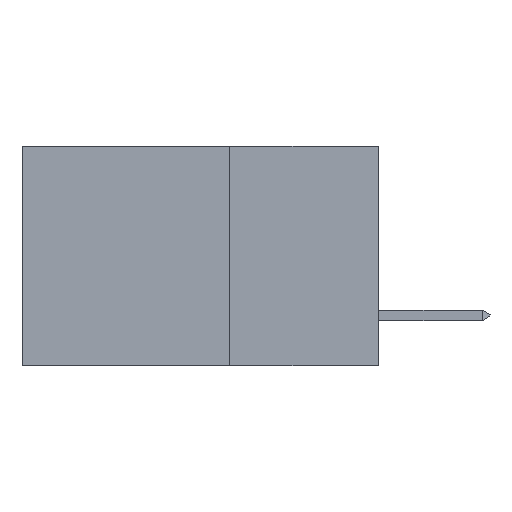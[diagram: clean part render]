
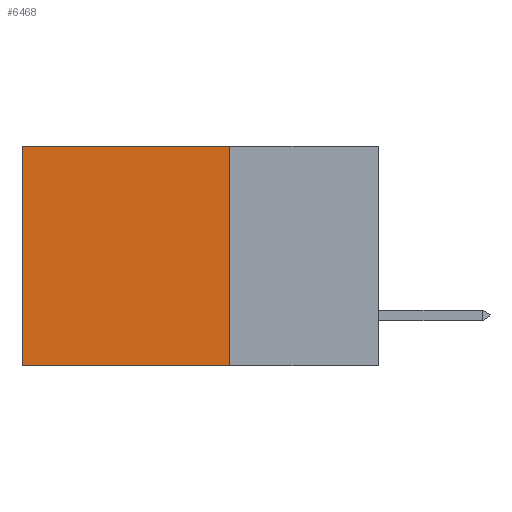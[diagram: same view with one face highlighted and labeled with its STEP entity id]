
A CAD part, left-side view. The second image highlights one B-rep face of the part: STEP entity #6468.
In plain terms, the highlighted planar face has unit normal (-1, 0, 0).
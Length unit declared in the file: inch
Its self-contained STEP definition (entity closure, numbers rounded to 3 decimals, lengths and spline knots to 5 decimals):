
#624 = EDGE_CURVE ( 'NONE', #913, #16200, #3250, .T. ) ;
#913 = VERTEX_POINT ( 'NONE', #6766 ) ;
#2252 = CARTESIAN_POINT ( 'NONE',  ( 0.2615, 0.25, -0.37 ) ) ;
#2336 = FACE_OUTER_BOUND ( 'NONE', #2618, .T. ) ;
#2446 = DIRECTION ( 'NONE',  ( 0., 0., -1. ) ) ;
#2618 = EDGE_LOOP ( 'NONE', ( #12774, #16621, #10514, #10167 ) ) ;
#2620 = EDGE_CURVE ( 'NONE', #16200, #7247, #14342, .T. ) ;
#3250 = LINE ( 'NONE', #10715, #3313 ) ;
#3313 = VECTOR ( 'NONE', #9157, 39.37008 ) ;
#3700 = CARTESIAN_POINT ( 'NONE',  ( 0.2615, 0.25, -0.37 ) ) ;
#3997 = CARTESIAN_POINT ( 'NONE',  ( 0.2615, 0.6, -0.37 ) ) ;
#4900 = DIRECTION ( 'NONE',  ( 0., 0., -1. ) ) ;
#4940 = AXIS2_PLACEMENT_3D ( 'NONE', #2252, #16923, #4900 ) ;
#6468 = ADVANCED_FACE ( 'NONE', ( #2336 ), #15511, .F. ) ;
#6766 = CARTESIAN_POINT ( 'NONE',  ( 0.2615, 0.25, 0. ) ) ;
#7247 = VERTEX_POINT ( 'NONE', #9866 ) ;
#9157 = DIRECTION ( 'NONE',  ( 0., 1., 0. ) ) ;
#9721 = CARTESIAN_POINT ( 'NONE',  ( 0.2615, 0.25, -0.37 ) ) ;
#9866 = CARTESIAN_POINT ( 'NONE',  ( 0.2615, 0.6, -0.37 ) ) ;
#9878 = CARTESIAN_POINT ( 'NONE',  ( 0.2615, 0.25, -0.37 ) ) ;
#10167 = ORIENTED_EDGE ( 'NONE', *, *, #624, .T. ) ;
#10514 = ORIENTED_EDGE ( 'NONE', *, *, #11906, .F. ) ;
#10542 = VECTOR ( 'NONE', #2446, 39.37008 ) ;
#10715 = CARTESIAN_POINT ( 'NONE',  ( 0.2615, 0.25, 0. ) ) ;
#11249 = VERTEX_POINT ( 'NONE', #9721 ) ;
#11906 = EDGE_CURVE ( 'NONE', #913, #11249, #13166, .T. ) ;
#12774 = ORIENTED_EDGE ( 'NONE', *, *, #2620, .T. ) ;
#12930 = DIRECTION ( 'NONE',  ( 0., 1., 0. ) ) ;
#13166 = LINE ( 'NONE', #3700, #10542 ) ;
#13479 = VECTOR ( 'NONE', #16985, 39.37008 ) ;
#13791 = EDGE_CURVE ( 'NONE', #11249, #7247, #16615, .T. ) ;
#14342 = LINE ( 'NONE', #3997, #13479 ) ;
#15511 = PLANE ( 'NONE',  #4940 ) ;
#15618 = VECTOR ( 'NONE', #12930, 39.37008 ) ;
#15869 = CARTESIAN_POINT ( 'NONE',  ( 0.2615, 0.6, 0. ) ) ;
#16200 = VERTEX_POINT ( 'NONE', #15869 ) ;
#16615 = LINE ( 'NONE', #9878, #15618 ) ;
#16621 = ORIENTED_EDGE ( 'NONE', *, *, #13791, .F. ) ;
#16923 = DIRECTION ( 'NONE',  ( 1., 0., 0. ) ) ;
#16985 = DIRECTION ( 'NONE',  ( 0., 0., -1. ) ) ;
